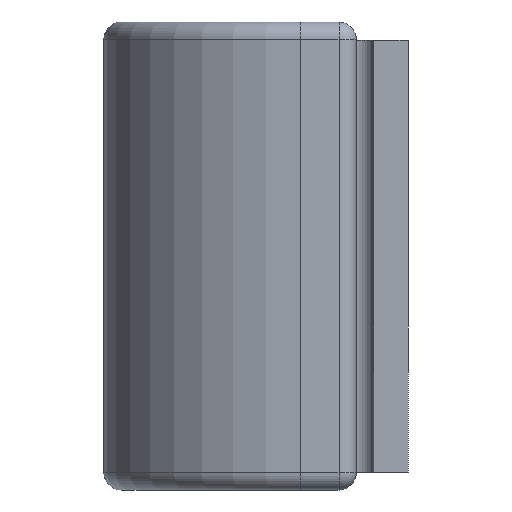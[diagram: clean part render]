
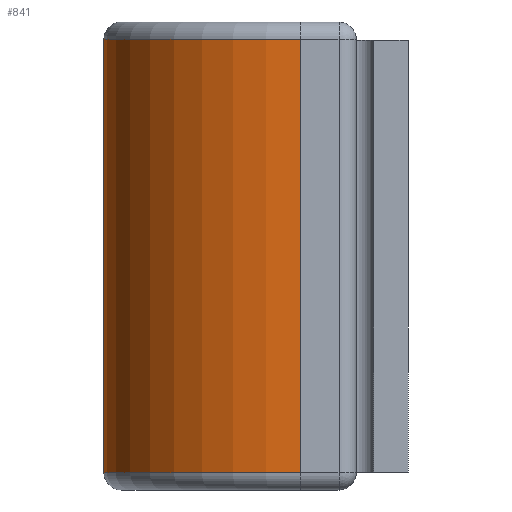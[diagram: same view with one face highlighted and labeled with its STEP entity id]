
A CAD part, left-side view. The second image highlights one B-rep face of the part: STEP entity #841.
In plain terms, the highlighted cylindrical face has radius 8.661 mm (diameter 17.323 mm), a partial arc.
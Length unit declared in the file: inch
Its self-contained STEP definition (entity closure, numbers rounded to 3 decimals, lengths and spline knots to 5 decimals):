
#235 = ORIENTED_EDGE ( 'NONE', *, *, #1953, .F. ) ;
#314 = VERTEX_POINT ( 'NONE', #1277 ) ;
#338 = CARTESIAN_POINT ( 'NONE',  ( 1.062, 0.18725, -0.37625 ) ) ;
#352 = LINE ( 'NONE', #854, #1922 ) ;
#489 = DIRECTION ( 'NONE',  ( 1., 0., 0. ) ) ;
#521 = DIRECTION ( 'NONE',  ( 1., 0., 0. ) ) ;
#533 = DIRECTION ( 'NONE',  ( 0., 0., 1. ) ) ;
#581 = EDGE_LOOP ( 'NONE', ( #235, #978, #1339, #1633 ) ) ;
#597 = DIRECTION ( 'NONE',  ( 0., 0., 1. ) ) ;
#620 = VERTEX_POINT ( 'NONE', #1199 ) ;
#841 = ADVANCED_FACE ( 'NONE', ( #1808 ), #1618, .T. ) ;
#854 = CARTESIAN_POINT ( 'NONE',  ( 0.721, 0.18725, -0.37625 ) ) ;
#897 = CARTESIAN_POINT ( 'NONE',  ( 1.403, 0.18725, -0.37625 ) ) ;
#908 = EDGE_CURVE ( 'NONE', #620, #1696, #1145, .T. ) ;
#978 = ORIENTED_EDGE ( 'NONE', *, *, #1620, .T. ) ;
#1092 = CARTESIAN_POINT ( 'NONE',  ( 1.403, 0.18725, -0.37625 ) ) ;
#1125 = VERTEX_POINT ( 'NONE', #1092 ) ;
#1145 = CIRCLE ( 'NONE', #1722, 0.341 ) ;
#1199 = CARTESIAN_POINT ( 'NONE',  ( 1.403, 0.18725, 0.37625 ) ) ;
#1236 = VECTOR ( 'NONE', #597, 39.37008 ) ;
#1241 = DIRECTION ( 'NONE',  ( 0., 0., 1. ) ) ;
#1271 = CIRCLE ( 'NONE', #1569, 0.341 ) ;
#1277 = CARTESIAN_POINT ( 'NONE',  ( 0.721, 0.18725, -0.37625 ) ) ;
#1339 = ORIENTED_EDGE ( 'NONE', *, *, #1817, .T. ) ;
#1387 = DIRECTION ( 'NONE',  ( 0., 0., 1. ) ) ;
#1421 = CARTESIAN_POINT ( 'NONE',  ( 0.721, 0.18725, 0.37625 ) ) ;
#1428 = CARTESIAN_POINT ( 'NONE',  ( 1.062, 0.18725, 0.37625 ) ) ;
#1460 = DIRECTION ( 'NONE',  ( 0., 0., 1. ) ) ;
#1569 = AXIS2_PLACEMENT_3D ( 'NONE', #338, #1387, #489 ) ;
#1584 = DIRECTION ( 'NONE',  ( 1., 0., 0. ) ) ;
#1618 = CYLINDRICAL_SURFACE ( 'NONE', #1623, 0.341 ) ;
#1620 = EDGE_CURVE ( 'NONE', #1125, #314, #1271, .T. ) ;
#1623 = AXIS2_PLACEMENT_3D ( 'NONE', #1705, #1241, #521 ) ;
#1633 = ORIENTED_EDGE ( 'NONE', *, *, #908, .F. ) ;
#1639 = LINE ( 'NONE', #897, #1236 ) ;
#1696 = VERTEX_POINT ( 'NONE', #1421 ) ;
#1705 = CARTESIAN_POINT ( 'NONE',  ( 1.062, 0.18725, 0.375 ) ) ;
#1722 = AXIS2_PLACEMENT_3D ( 'NONE', #1428, #533, #1584 ) ;
#1808 = FACE_OUTER_BOUND ( 'NONE', #581, .T. ) ;
#1817 = EDGE_CURVE ( 'NONE', #314, #1696, #352, .T. ) ;
#1922 = VECTOR ( 'NONE', #1460, 39.37008 ) ;
#1953 = EDGE_CURVE ( 'NONE', #1125, #620, #1639, .T. ) ;
